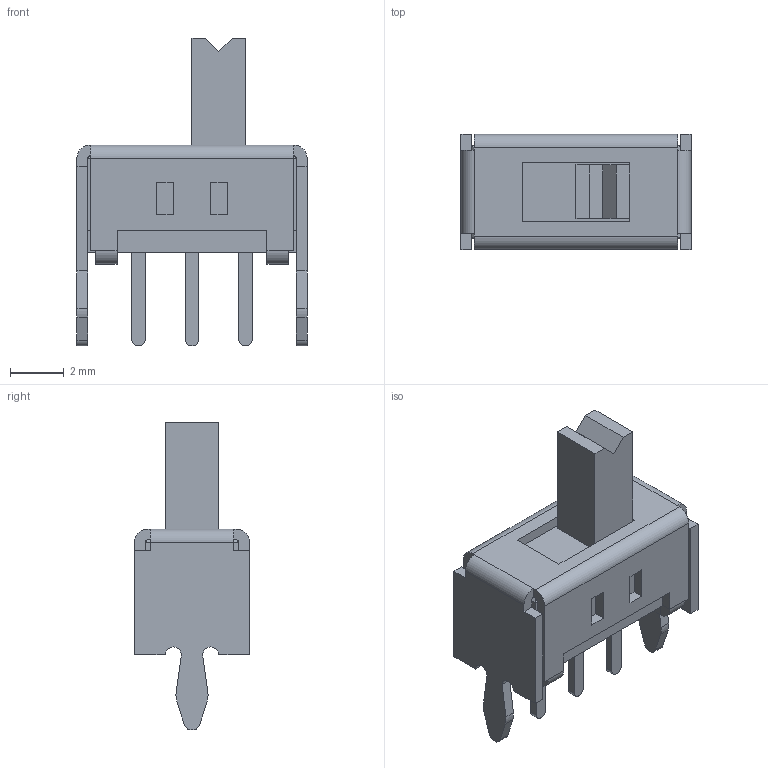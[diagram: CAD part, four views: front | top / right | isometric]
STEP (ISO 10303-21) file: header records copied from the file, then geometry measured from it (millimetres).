
FILE_DESCRIPTION(('FreeCAD Model'),'2;1');
FILE_NAME('Open CASCADE Shape Model','2021-09-08T14:45:00',( 'kicad StepUp'),('ksu MCAD'),'Open CASCADE STEP processor 7.4', 'FreeCAD','Unknown');
FILE_SCHEMA(('CONFIG_CONTROL_DESIGN','SHAPE_APPEARANCE_LAYER_MIM'));
Length unit declared in the file: millimetre
Products named in the file (1): OS102011MS2QN007_cp
Bounding box: 8.6 x 4.3 x 11.5 mm (x, y, z)
Volume: 161.6 mm3; surface area: 507.1 mm2
Topology: 6 solids, 6 shells, 160 faces, 397 edges, 250 vertices
Faces by surface type: plane 127, cylinder 33
Entity records: 5895 total; most frequent: CARTESIAN_POINT 808, ORIENTED_EDGE 794, DIRECTION 785, EDGE_CURVE 397, LINE 331, VECTOR 331, VERTEX_POINT 250, AXIS2_PLACEMENT_3D 227
